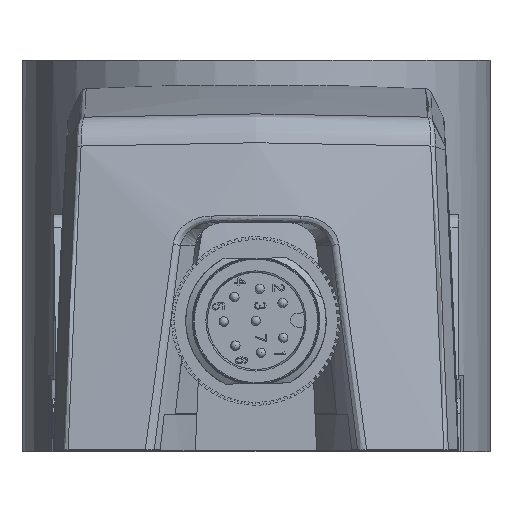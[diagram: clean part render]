
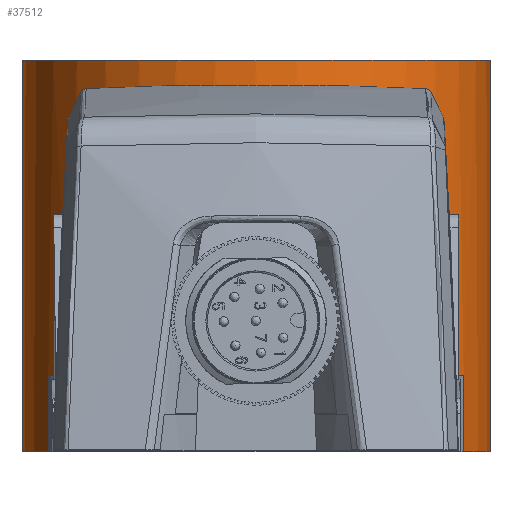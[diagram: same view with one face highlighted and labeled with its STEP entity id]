
A CAD part, front view. The second image highlights one B-rep face of the part: STEP entity #37512.
In plain terms, the highlighted cylindrical face has radius 20 mm (diameter 40 mm), a full revolution.
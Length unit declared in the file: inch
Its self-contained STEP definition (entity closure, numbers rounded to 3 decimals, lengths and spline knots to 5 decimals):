
#631 = ORIENTED_EDGE ( 'NONE', *, *, #40025, .T. ) ;
#1459 = AXIS2_PLACEMENT_3D ( 'NONE', #15145, #33212, #36043 ) ;
#2148 = DIRECTION ( 'NONE',  ( -1., 0., 0. ) ) ;
#3046 = EDGE_LOOP ( 'NONE', ( #631 ) ) ;
#3227 = CARTESIAN_POINT ( 'NONE',  ( -0.69882, 1.08418, -0.40551 ) ) ;
#3712 = VERTEX_POINT ( 'NONE', #24922 ) ;
#4435 = DIRECTION ( 'NONE',  ( 0., 0., 1. ) ) ;
#4731 = VECTOR ( 'NONE', #33856, 39.37008 ) ;
#4887 = CARTESIAN_POINT ( 'NONE',  ( 0., 1.44702, -0.66142 ) ) ;
#4932 = AXIS2_PLACEMENT_3D ( 'NONE', #23604, #37920, #16561 ) ;
#5194 = DIRECTION ( 'NONE',  ( 0., 0., 1. ) ) ;
#5235 = VERTEX_POINT ( 'NONE', #28654 ) ;
#5522 = EDGE_CURVE ( 'NONE', #16683, #45001, #19958, .T. ) ;
#5657 = CARTESIAN_POINT ( 'NONE',  ( 0., 1.44702, -0.40551 ) ) ;
#6342 = CARTESIAN_POINT ( 'NONE',  ( -0.69882, 1.80986, 1.01181 ) ) ;
#6883 = CARTESIAN_POINT ( 'NONE',  ( -0.69882, 1.08418, -0.66142 ) ) ;
#10955 = CIRCLE ( 'NONE', #37175, 0.7874 ) ;
#11905 = EDGE_CURVE ( 'NONE', #16484, #5235, #16791, .T. ) ;
#12890 = CARTESIAN_POINT ( 'NONE',  ( 0., 1.44702, -0.40551 ) ) ;
#12923 = DIRECTION ( 'NONE',  ( 0., 0., -1. ) ) ;
#14693 = CIRCLE ( 'NONE', #40934, 0.7874 ) ;
#15145 = CARTESIAN_POINT ( 'NONE',  ( 0., 1.44702, -0.66142 ) ) ;
#15652 = CARTESIAN_POINT ( 'NONE',  ( 0.69882, 1.80986, -0.66142 ) ) ;
#16113 = ORIENTED_EDGE ( 'NONE', *, *, #37337, .T. ) ;
#16174 = CARTESIAN_POINT ( 'NONE',  ( -0.69882, 1.80986, -0.40551 ) ) ;
#16245 = CIRCLE ( 'NONE', #19216, 0.7874 ) ;
#16484 = VERTEX_POINT ( 'NONE', #15652 ) ;
#16561 = DIRECTION ( 'NONE',  ( -1., 0., 0. ) ) ;
#16683 = VERTEX_POINT ( 'NONE', #41355 ) ;
#16791 = LINE ( 'NONE', #31340, #39339 ) ;
#19216 = AXIS2_PLACEMENT_3D ( 'NONE', #21767, #36084, #39837 ) ;
#19464 = DIRECTION ( 'NONE',  ( -1., 0., 0. ) ) ;
#19958 = LINE ( 'NONE', #34274, #21147 ) ;
#20852 = DIRECTION ( 'NONE',  ( 0., 0., -1. ) ) ;
#21147 = VECTOR ( 'NONE', #12923, 39.37008 ) ;
#21722 = CARTESIAN_POINT ( 'NONE',  ( 0.69882, 1.08418, -0.66142 ) ) ;
#21767 = CARTESIAN_POINT ( 'NONE',  ( 0., 1.44702, 0.65748 ) ) ;
#22749 = VERTEX_POINT ( 'NONE', #6883 ) ;
#23159 = ORIENTED_EDGE ( 'NONE', *, *, #5522, .T. ) ;
#23604 = CARTESIAN_POINT ( 'NONE',  ( 0., 1.44702, 1.01181 ) ) ;
#24868 = EDGE_CURVE ( 'NONE', #39685, #3712, #38454, .T. ) ;
#24922 = CARTESIAN_POINT ( 'NONE',  ( -0.69882, 1.80986, -0.66142 ) ) ;
#27133 = FACE_OUTER_BOUND ( 'NONE', #40484, .T. ) ;
#27364 = FACE_OUTER_BOUND ( 'NONE', #3046, .T. ) ;
#28654 = CARTESIAN_POINT ( 'NONE',  ( 0.69882, 1.80986, -0.40551 ) ) ;
#29018 = VERTEX_POINT ( 'NONE', #3227 ) ;
#29950 = DIRECTION ( 'NONE',  ( -1., 0., 0. ) ) ;
#30425 = DIRECTION ( 'NONE',  ( 0., 0., 1. ) ) ;
#30628 = CIRCLE ( 'NONE', #1459, 0.7874 ) ;
#31340 = CARTESIAN_POINT ( 'NONE',  ( 0.69882, 1.80986, 1.01181 ) ) ;
#31877 = CIRCLE ( 'NONE', #41615, 0.7874 ) ;
#32021 = VECTOR ( 'NONE', #20852, 39.37008 ) ;
#33212 = DIRECTION ( 'NONE',  ( 0., 0., 1. ) ) ;
#33722 = ORIENTED_EDGE ( 'NONE', *, *, #45957, .T. ) ;
#33856 = DIRECTION ( 'NONE',  ( 0., 0., 1. ) ) ;
#34225 = ORIENTED_EDGE ( 'NONE', *, *, #34903, .T. ) ;
#34240 = DIRECTION ( 'NONE',  ( 0., 0., 1. ) ) ;
#34274 = CARTESIAN_POINT ( 'NONE',  ( 0.69882, 1.08418, 1.01181 ) ) ;
#34495 = ORIENTED_EDGE ( 'NONE', *, *, #39680, .T. ) ;
#34903 = EDGE_CURVE ( 'NONE', #3712, #22749, #30628, .T. ) ;
#36002 = VERTEX_POINT ( 'NONE', #46316 ) ;
#36043 = DIRECTION ( 'NONE',  ( -1., 0., 0. ) ) ;
#36084 = DIRECTION ( 'NONE',  ( 0., 0., -1. ) ) ;
#36089 = ORIENTED_EDGE ( 'NONE', *, *, #11905, .T. ) ;
#37175 = AXIS2_PLACEMENT_3D ( 'NONE', #12890, #5194, #19464 ) ;
#37337 = EDGE_CURVE ( 'NONE', #45001, #16484, #31877, .T. ) ;
#37499 = ORIENTED_EDGE ( 'NONE', *, *, #39722, .T. ) ;
#37512 = ADVANCED_FACE ( 'NONE', ( #27364, #27133 ), #41451, .T. ) ;
#37920 = DIRECTION ( 'NONE',  ( 0., 0., -1. ) ) ;
#38454 = LINE ( 'NONE', #6342, #32021 ) ;
#39339 = VECTOR ( 'NONE', #30425, 39.37008 ) ;
#39680 = EDGE_CURVE ( 'NONE', #5235, #39685, #10955, .T. ) ;
#39685 = VERTEX_POINT ( 'NONE', #16174 ) ;
#39722 = EDGE_CURVE ( 'NONE', #29018, #16683, #14693, .T. ) ;
#39837 = DIRECTION ( 'NONE',  ( -1., 0., 0. ) ) ;
#40025 = EDGE_CURVE ( 'NONE', #36002, #36002, #16245, .T. ) ;
#40484 = EDGE_LOOP ( 'NONE', ( #23159, #16113, #36089, #34495, #43115, #34225, #33722, #37499 ) ) ;
#40901 = LINE ( 'NONE', #44889, #4731 ) ;
#40934 = AXIS2_PLACEMENT_3D ( 'NONE', #5657, #34240, #2148 ) ;
#41355 = CARTESIAN_POINT ( 'NONE',  ( 0.69882, 1.08418, -0.40551 ) ) ;
#41451 = CYLINDRICAL_SURFACE ( 'NONE', #4932, 0.7874 ) ;
#41615 = AXIS2_PLACEMENT_3D ( 'NONE', #4887, #4435, #29950 ) ;
#43115 = ORIENTED_EDGE ( 'NONE', *, *, #24868, .T. ) ;
#44889 = CARTESIAN_POINT ( 'NONE',  ( -0.69882, 1.08418, 1.01181 ) ) ;
#45001 = VERTEX_POINT ( 'NONE', #21722 ) ;
#45957 = EDGE_CURVE ( 'NONE', #22749, #29018, #40901, .T. ) ;
#46316 = CARTESIAN_POINT ( 'NONE',  ( -0.7874, 1.44702, 0.65748 ) ) ;
